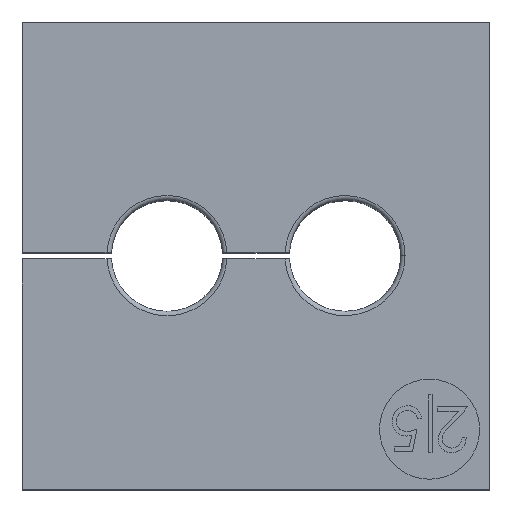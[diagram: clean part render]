
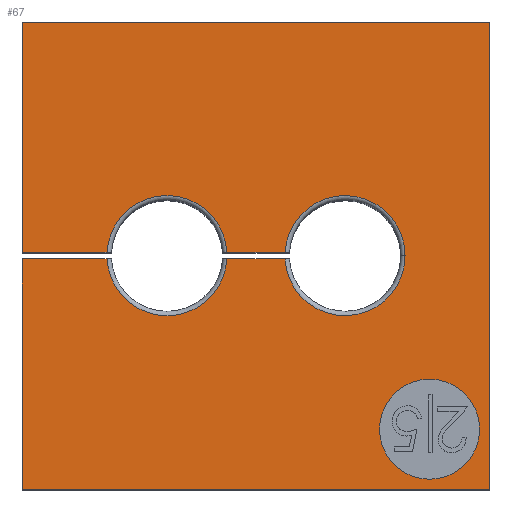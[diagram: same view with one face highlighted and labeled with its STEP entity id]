
A CAD part, top view. The second image highlights one B-rep face of the part: STEP entity #67.
In plain terms, the highlighted planar face has unit normal (0, 0, 1).
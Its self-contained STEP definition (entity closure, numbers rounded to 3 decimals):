
#67=ADVANCED_FACE('NONE',(#160,#161),#162,.F.);
#160=FACE_OUTER_BOUND('',#305,.T.);
#161=FACE_BOUND('',#306,.T.);
#162=PLANE('',#307);
#305=EDGE_LOOP('',(#1042,#1043,#1044,#1045,#1046,#1047,#1048,#1049,#1050,#1051,#1052,#1053,#1054));
#306=EDGE_LOOP('',(#1055,#1056));
#307=AXIS2_PLACEMENT_3D('',#1057,#1058,#1059);
#1042=ORIENTED_EDGE('',*,*,#1438,.T.);
#1043=ORIENTED_EDGE('',*,*,#1494,.F.);
#1044=ORIENTED_EDGE('',*,*,#1466,.T.);
#1045=ORIENTED_EDGE('',*,*,#1495,.F.);
#1046=ORIENTED_EDGE('',*,*,#1422,.T.);
#1047=ORIENTED_EDGE('',*,*,#1496,.T.);
#1048=ORIENTED_EDGE('',*,*,#1497,.F.);
#1049=ORIENTED_EDGE('',*,*,#1498,.T.);
#1050=ORIENTED_EDGE('',*,*,#1499,.F.);
#1051=ORIENTED_EDGE('',*,*,#1485,.T.);
#1052=ORIENTED_EDGE('',*,*,#1480,.F.);
#1053=ORIENTED_EDGE('',*,*,#1484,.F.);
#1054=ORIENTED_EDGE('',*,*,#1470,.T.);
#1055=ORIENTED_EDGE('',*,*,#1500,.F.);
#1056=ORIENTED_EDGE('',*,*,#1430,.F.);
#1057=CARTESIAN_POINT('',(0.0,0.0,9.5));
#1058=DIRECTION('',(0.0,0.0,-1.0));
#1059=DIRECTION('',(0.0,-1.0,0.0));
#1422=EDGE_CURVE('NONE',#1612,#1609,#1613,.T.);
#1430=EDGE_CURVE('NONE',#1625,#1627,#1628,.T.);
#1438=EDGE_CURVE('NONE',#1643,#1641,#1644,.T.);
#1466=EDGE_CURVE('NONE',#1690,#1692,#1694,.T.);
#1470=EDGE_CURVE('NONE',#1697,#1643,#1699,.T.);
#1480=EDGE_CURVE('NONE',#1714,#1716,#1717,.T.);
#1484=EDGE_CURVE('NONE',#1697,#1714,#1722,.T.);
#1485=EDGE_CURVE('NONE',#1723,#1716,#1724,.T.);
#1494=EDGE_CURVE('NONE',#1690,#1641,#1738,.T.);
#1495=EDGE_CURVE('NONE',#1612,#1692,#1739,.T.);
#1496=EDGE_CURVE('NONE',#1609,#1740,#1741,.T.);
#1497=EDGE_CURVE('NONE',#1742,#1740,#1743,.T.);
#1498=EDGE_CURVE('NONE',#1742,#1744,#1745,.T.);
#1499=EDGE_CURVE('NONE',#1723,#1744,#1746,.T.);
#1500=EDGE_CURVE('NONE',#1627,#1625,#1747,.T.);
#1609=VERTEX_POINT('',#1922);
#1612=VERTEX_POINT('NONE',#1925);
#1613=CIRCLE('',#1926,2.7);
#1625=VERTEX_POINT('NONE',#1945);
#1627=VERTEX_POINT('NONE',#1948);
#1628=CIRCLE('',#1949,2.25);
#1641=VERTEX_POINT('NONE',#1966);
#1643=VERTEX_POINT('NONE',#1969);
#1644=LINE('',#1970,#1971);
#1690=VERTEX_POINT('NONE',#2040);
#1692=VERTEX_POINT('NONE',#2047);
#1694=CIRCLE('',#2054,2.7);
#1697=VERTEX_POINT('NONE',#2058);
#1699=LINE('',#2061,#2062);
#1714=VERTEX_POINT('NONE',#2085);
#1716=VERTEX_POINT('NONE',#2088);
#1717=LINE('',#2089,#2090);
#1722=LINE('',#2098,#2099);
#1723=VERTEX_POINT('NONE',#2100);
#1724=LINE('',#2101,#2102);
#1738=LINE('',#2124,#2125);
#1739=LINE('',#2126,#2127);
#1740=VERTEX_POINT('NONE',#2128);
#1741=CIRCLE('',#2129,2.7);
#1742=VERTEX_POINT('NONE',#2130);
#1743=LINE('',#2131,#2132);
#1744=VERTEX_POINT('NONE',#2133);
#1745=CIRCLE('',#2134,2.7);
#1746=LINE('',#2135,#2136);
#1747=CIRCLE('',#2137,2.25);
#1922=CARTESIAN_POINT('',(17.2,0.,9.5));
#1925=CARTESIAN_POINT('',(11.804,0.15,9.5));
#1926=AXIS2_PLACEMENT_3D('',#2857,#2858,#2859);
#1945=CARTESIAN_POINT('',(16.05,-7.8,9.5));
#1948=CARTESIAN_POINT('',(20.55,-7.8,9.5));
#1949=AXIS2_PLACEMENT_3D('',#2872,#2873,#2874);
#1966=CARTESIAN_POINT('',(0.0,0.15,9.5));
#1969=CARTESIAN_POINT('',(0.0,10.5,9.5));
#1970=CARTESIAN_POINT('',(0.0,0.0,9.5));
#1971=VECTOR('',#2886,1000.0);
#2040=CARTESIAN_POINT('',(3.804,0.15,9.5));
#2047=CARTESIAN_POINT('',(9.196,0.15,9.5));
#2054=AXIS2_PLACEMENT_3D('',#2916,#2917,#2918);
#2058=CARTESIAN_POINT('',(21.0,10.5,9.5));
#2061=CARTESIAN_POINT('',(0.0,10.5,9.5));
#2062=VECTOR('',#2924,1000.0);
#2085=CARTESIAN_POINT('',(21.0,-10.5,9.5));
#2088=CARTESIAN_POINT('',(0.0,-10.5,9.5));
#2089=CARTESIAN_POINT('',(0.0,-10.5,9.5));
#2090=VECTOR('',#2934,1000.0);
#2098=CARTESIAN_POINT('',(21.0,0.,9.5));
#2099=VECTOR('',#2938,1000.0);
#2100=CARTESIAN_POINT('',(0.0,-0.15,9.5));
#2101=CARTESIAN_POINT('',(0.0,0.0,9.5));
#2102=VECTOR('',#2939,1000.0);
#2124=CARTESIAN_POINT('',(0.0,0.15,9.5));
#2125=VECTOR('',#2948,1000.0);
#2126=CARTESIAN_POINT('',(0.0,0.15,9.5));
#2127=VECTOR('',#2949,1000.0);
#2128=CARTESIAN_POINT('',(11.804,-0.15,9.5));
#2129=AXIS2_PLACEMENT_3D('',#2950,#2951,#2952);
#2130=CARTESIAN_POINT('',(9.196,-0.15,9.5));
#2131=CARTESIAN_POINT('',(0.0,-0.15,9.5));
#2132=VECTOR('',#2953,1000.0);
#2133=CARTESIAN_POINT('',(3.804,-0.15,9.5));
#2134=AXIS2_PLACEMENT_3D('',#2954,#2955,#2956);
#2135=CARTESIAN_POINT('',(0.0,-0.15,9.5));
#2136=VECTOR('',#2957,1000.0);
#2137=AXIS2_PLACEMENT_3D('',#2958,#2959,#2960);
#2857=CARTESIAN_POINT('',(14.5,0.,9.5));
#2858=DIRECTION('',(0.0,0.0,-1.0));
#2859=DIRECTION('',(-1.0,0.0,0.0));
#2872=CARTESIAN_POINT('',(18.3,-7.8,9.5));
#2873=DIRECTION('',(0.0,0.0,1.0));
#2874=DIRECTION('',(1.0,0.0,0.0));
#2886=DIRECTION('',(-0.0,-1.0,-0.0));
#2916=CARTESIAN_POINT('',(6.5,0.,9.5));
#2917=DIRECTION('',(0.0,0.0,-1.0));
#2918=DIRECTION('',(-1.0,0.0,0.0));
#2924=DIRECTION('',(-1.0,-0.0,-0.0));
#2934=DIRECTION('',(-1.0,0.0,-0.0));
#2938=DIRECTION('',(0.,-1.0,-0.0));
#2939=DIRECTION('',(-0.0,-1.0,-0.0));
#2948=DIRECTION('',(-1.0,0.,-0.0));
#2949=DIRECTION('',(-1.0,0.,-0.0));
#2950=CARTESIAN_POINT('',(14.5,0.,9.5));
#2951=DIRECTION('',(0.0,0.0,-1.0));
#2952=DIRECTION('',(-1.0,0.0,0.0));
#2953=DIRECTION('',(1.0,0.,0.0));
#2954=CARTESIAN_POINT('',(6.5,0.,9.5));
#2955=DIRECTION('',(0.0,0.0,-1.0));
#2956=DIRECTION('',(-1.0,0.0,0.0));
#2957=DIRECTION('',(1.0,0.,0.0));
#2958=CARTESIAN_POINT('',(18.3,-7.8,9.5));
#2959=DIRECTION('',(0.0,0.0,1.0));
#2960=DIRECTION('',(1.0,0.0,0.0));
